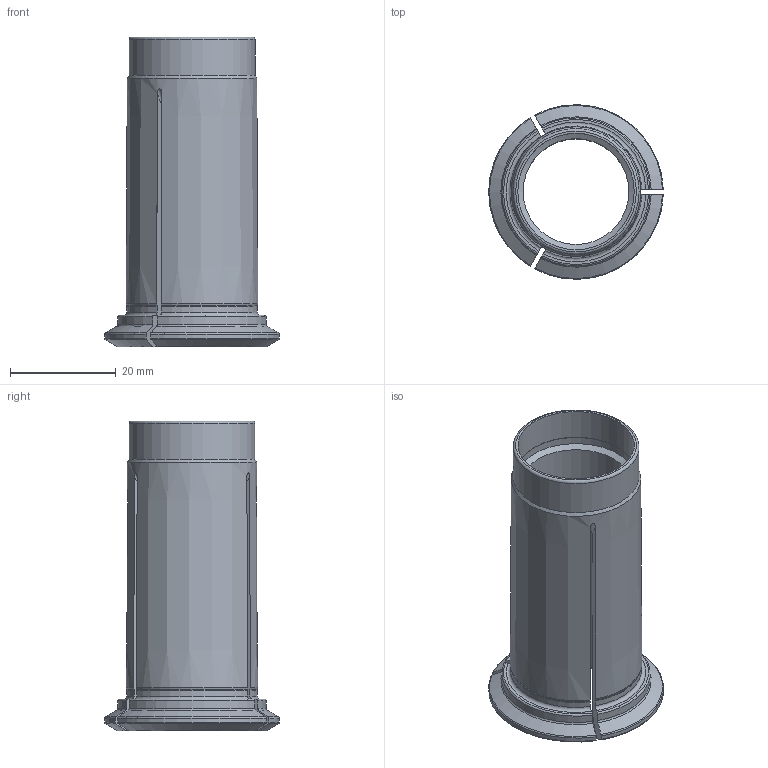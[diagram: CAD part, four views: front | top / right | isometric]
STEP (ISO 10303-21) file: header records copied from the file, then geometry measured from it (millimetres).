
FILE_DESCRIPTION(/* description */ (''),/* implementation_level */ '2;1');
FILE_NAME(/* name */ '172520001.stp',/* time_stamp */ '2021-01-08T12:19:10',/* author */ ('LRA'),/* organization */ ('REGO-FIX'),/* preprocessor_version */ ' Unknown',/* originating_system */ 'SIEMENS PLM Software Solid Edge ST10',/* authorization */ 'Unknown');
FILE_SCHEMA (('AUTOMOTIVE_DESIGN { 1 0 10303 214 2 1 1}'));
Length unit declared in the file: millimetre
Products named in the file (1): NOCUT
Bounding box: 32.99 x 33 x 58.5 mm (x, y, z)
Surface area: 9593.2 mm2 (no closed solid volume)
Topology: 0 solids, 1 shells, 63 faces, 186 edges, 122 vertices
Faces by surface type: torus 26, cylinder 13, plane 12, cone 12
Full cylindrical faces by diameter (mm): 20 x1, 22 x1, 22.2 x1, 23.8 x1
Entity records: 2655 total; most frequent: CARTESIAN_POINT 563, ORIENTED_EDGE 346, DIRECTION 336, EDGE_CURVE 173, AXIS2_PLACEMENT_3D 144, VERTEX_POINT 119, EDGE_LOOP 78, FACE_BOUND 78
